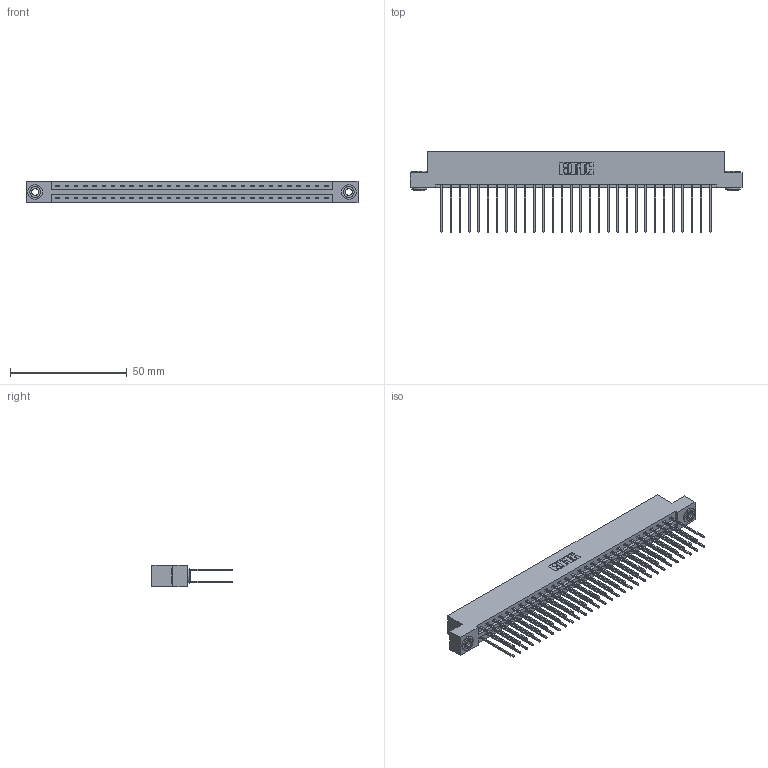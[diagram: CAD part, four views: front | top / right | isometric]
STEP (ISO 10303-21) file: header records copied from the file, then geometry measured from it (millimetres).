
FILE_DESCRIPTION (( 'STEP AP203' ), '1' );
FILE_NAME ('337-060-541-203.STEP', '2019-10-09T20:30:29', ( '' ), ( '' ), 'SwSTEP 2.0', 'SolidWorks 2016', '' );
FILE_SCHEMA (( 'CONFIG_CONTROL_DESIGN' ));
Length unit declared in the file: inch
Products named in the file (4): 337-060-541-203; 345-250-002_345-250-002-102; 337 Part_Flush Mounting Lugs - 0.156 Dia-TH; 345-292-001_345-293-141
Assembly tree (63 placements, depth 2):
  337-060-541-203
    337 Part_Flush Mounting Lugs - 0.156 Dia-TH
    345-292-001_345-293-141  x60
    345-250-002_345-250-002-102  x2
Bounding box: 141.88 x 34.3 x 9.4 mm (x, y, z)
Volume: 15156.8 mm3; surface area: 18970.5 mm2
Topology: 63 solids, 63 shells, 3392 faces, 10047 edges, 6614 vertices
Faces by surface type: plane 2360, cylinder 1024, cone 8
Entity records: 25480 total; most frequent: CARTESIAN_POINT 4277, ORIENTED_EDGE 4206, DIRECTION 3693, EDGE_CURVE 2103, VECTOR 1951, LINE 1951, VERTEX_POINT 1398, AXIS2_PLACEMENT_3D 871
